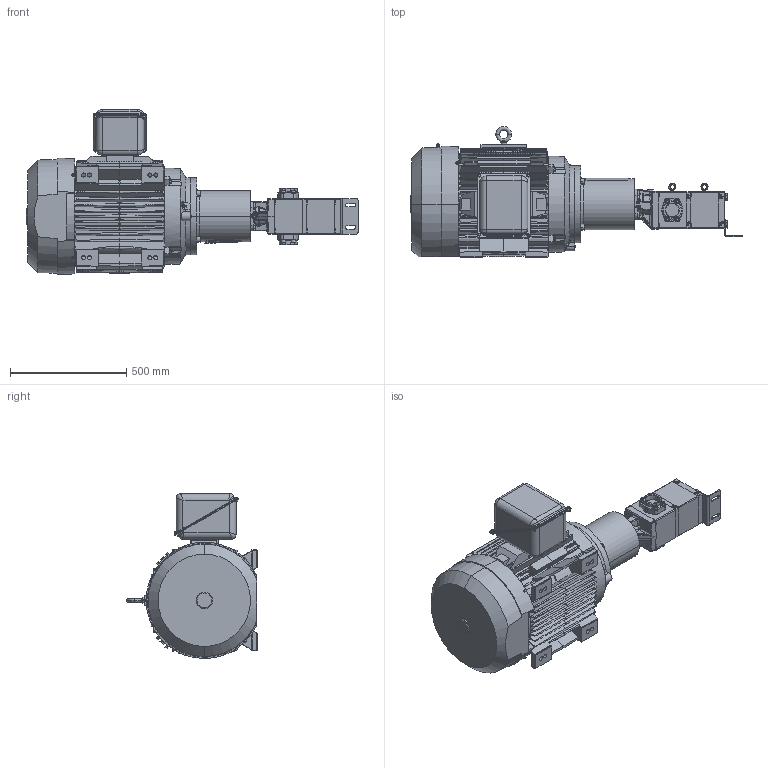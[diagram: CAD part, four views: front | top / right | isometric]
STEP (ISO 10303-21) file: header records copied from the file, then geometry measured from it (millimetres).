
FILE_DESCRIPTION (( 'STEP AP214' ), '1' );
FILE_NAME ('GPV-1026-076-U.STEP', '2021-08-18T20:08:37', ( '' ), ( '' ), 'SwSTEP 2.0', 'SolidWorks 2020', '' );
FILE_SCHEMA (( 'AUTOMOTIVE_DESIGN' ));
Length unit declared in the file: inch
Products named in the file (1): GPV-1026-076-U
Bounding box: 1428.61 x 563.37 x 710.14 mm (x, y, z)
Volume: 142252645.8 mm3; surface area: 3512386.1 mm2
Topology: 1 solids, 1 shells, 4761 faces, 12495 edges, 8024 vertices
Faces by surface type: plane 2555, bspline 1056, cone 617, cylinder 433, torus 62, sphere 38
Entity records: 226230 total; most frequent: CARTESIAN_POINT 77157, ORIENTED_EDGE 24934, DIRECTION 17991, EDGE_CURVE 12467, VERTEX_POINT 8022, VECTOR 7223, LINE 7223, AXIS2_PLACEMENT_3D 5384
